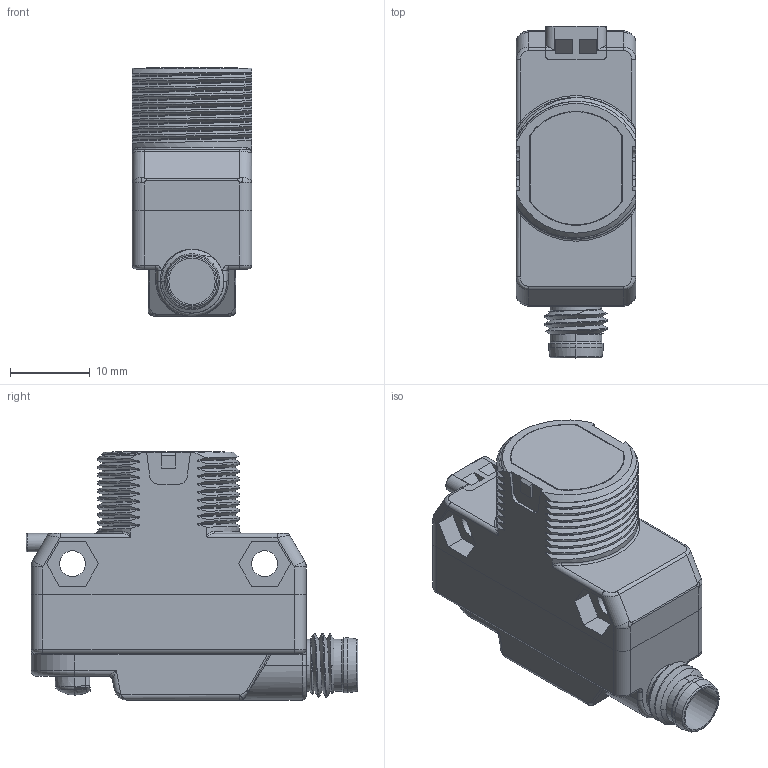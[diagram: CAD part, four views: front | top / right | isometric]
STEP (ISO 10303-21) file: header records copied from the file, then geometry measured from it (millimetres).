
FILE_DESCRIPTION((''),'2;1');
FILE_NAME('200054_ASM','2017-04-20T',('pdmadmin'),('BANNER ENGINEERING'),'CREO PARAMETRIC BY PTC INC, 2016260','CREO PARAMETRIC BY PTC INC, 2016260','');
FILE_SCHEMA(('CONFIG_CONTROL_DESIGN'));
Products named in the file (22): 114099; 114096_GENERIC; 114108_ASM; 59401; 32578_FILTER_1; 32578_FILTER_2; 65807; 61603_ASM; 111641_GENERIC; 123556_BUTTON; 123558_ASM; 130017_1_AF0; 130017_2_AF0; 130017_3_AF0; 130017_3_AF1; 130017_3_AF2; 130017_3_AF3; 130017_AF0_ASM; 194703_AF1_ASM; 194711_AF0_ASM; 2000XX_SIMPLIFY_QD_FILLER; 200054_ASM
Assembly tree (21 placements, depth 5):
  200054_ASM
    61603_ASM
      114108_ASM
        114099
        114096_GENERIC
      59401
      32578_FILTER_1
      32578_FILTER_2
      65807
    194711_AF0_ASM
      123558_ASM
        111641_GENERIC
        123556_BUTTON
      194703_AF1_ASM
        130017_AF0_ASM
          130017_1_AF0
          130017_2_AF0
          130017_3_AF0
          130017_3_AF1
          130017_3_AF2
          130017_3_AF3
    2000XX_SIMPLIFY_QD_FILLER
Bounding box: 15 x 41.61 x 31.12 mm (x, y, z)
Volume: 6829 mm3; surface area: 10293.3 mm2
Topology: 15 solids, 16 shells, 1215 faces, 3044 edges, 1903 vertices
Faces by surface type: plane 501, cylinder 406, bspline 142, cone 80, torus 69, sphere 13, revolution 4
Entity records: 56491 total; most frequent: CARTESIAN_POINT 27555, ORIENTED_EDGE 6068, DIRECTION 5809, EDGE_CURVE 3037, AXIS2_PLACEMENT_3D 2071, VERTEX_POINT 1903, VECTOR 1663, LINE 1663
